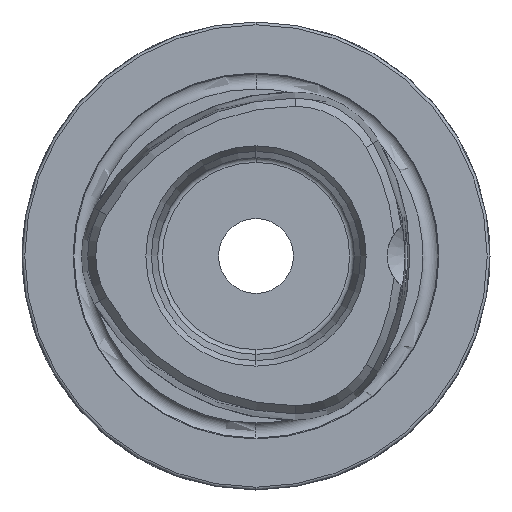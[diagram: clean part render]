
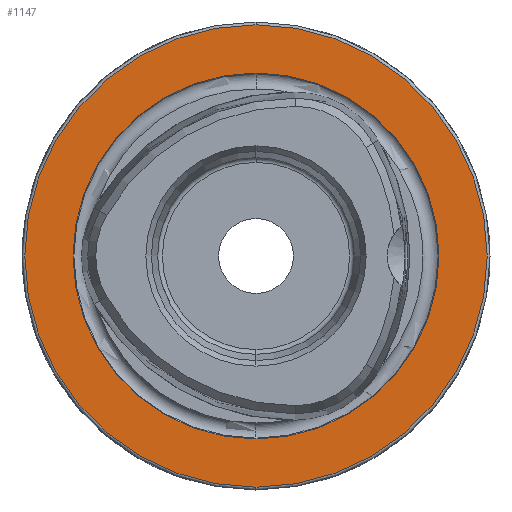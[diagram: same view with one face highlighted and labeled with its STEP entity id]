
A CAD part, left-side view. The second image highlights one B-rep face of the part: STEP entity #1147.
In plain terms, the highlighted planar face has unit normal (-1, 0, 0).
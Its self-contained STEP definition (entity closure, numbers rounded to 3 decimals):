
#67 = EDGE_LOOP ( 'NONE', ( #3096, #3067 ) ) ;
#162 = DIRECTION ( 'NONE',  ( 0., 0., 1. ) ) ;
#192 = VERTEX_POINT ( 'NONE', #2438 ) ;
#326 = CIRCLE ( 'NONE', #2701, 24.7 ) ;
#526 = PLANE ( 'NONE',  #1840 ) ;
#551 = FACE_OUTER_BOUND ( 'NONE', #67, .T. ) ;
#696 = CARTESIAN_POINT ( 'NONE',  ( 0., 0., 19.55 ) ) ;
#894 = EDGE_CURVE ( 'NONE', #4317, #3099, #4123, .T. ) ;
#1147 = ADVANCED_FACE ( 'NONE', ( #1286, #551 ), #526, .F. ) ;
#1286 = FACE_BOUND ( 'NONE', #2585, .T. ) ;
#1321 = ORIENTED_EDGE ( 'NONE', *, *, #4172, .F. ) ;
#1327 = CIRCLE ( 'NONE', #4077, 19.55 ) ;
#1370 = DIRECTION ( 'NONE',  ( 0., 0., 1. ) ) ;
#1453 = DIRECTION ( 'NONE',  ( -1., 0., 0. ) ) ;
#1603 = DIRECTION ( 'NONE',  ( 0., 0., 1. ) ) ;
#1626 = CARTESIAN_POINT ( 'NONE',  ( 0., 19.55, 0. ) ) ;
#1840 = AXIS2_PLACEMENT_3D ( 'NONE', #1626, #3192, #2875 ) ;
#1864 = DIRECTION ( 'NONE',  ( 0., 0., 1. ) ) ;
#2004 = DIRECTION ( 'NONE',  ( -1., 0., 0. ) ) ;
#2153 = AXIS2_PLACEMENT_3D ( 'NONE', #4377, #2483, #1370 ) ;
#2438 = CARTESIAN_POINT ( 'NONE',  ( 0., 0., -19.55 ) ) ;
#2483 = DIRECTION ( 'NONE',  ( -1., 0., 0. ) ) ;
#2550 = EDGE_CURVE ( 'NONE', #3099, #4317, #326, .T. ) ;
#2585 = EDGE_LOOP ( 'NONE', ( #3996, #1321 ) ) ;
#2701 = AXIS2_PLACEMENT_3D ( 'NONE', #3597, #2004, #162 ) ;
#2791 = CARTESIAN_POINT ( 'NONE',  ( 0., 0., -24.7 ) ) ;
#2875 = DIRECTION ( 'NONE',  ( 0., 0., -1. ) ) ;
#3067 = ORIENTED_EDGE ( 'NONE', *, *, #2550, .T. ) ;
#3096 = ORIENTED_EDGE ( 'NONE', *, *, #894, .T. ) ;
#3099 = VERTEX_POINT ( 'NONE', #2791 ) ;
#3125 = VERTEX_POINT ( 'NONE', #696 ) ;
#3192 = DIRECTION ( 'NONE',  ( 1., 0., 0. ) ) ;
#3523 = EDGE_CURVE ( 'NONE', #3125, #192, #1327, .T. ) ;
#3586 = CARTESIAN_POINT ( 'NONE',  ( 0., 0., 24.7 ) ) ;
#3597 = CARTESIAN_POINT ( 'NONE',  ( 0., 0., 0. ) ) ;
#3763 = CIRCLE ( 'NONE', #4151, 19.55 ) ;
#3905 = CARTESIAN_POINT ( 'NONE',  ( 0., 0., 0. ) ) ;
#3996 = ORIENTED_EDGE ( 'NONE', *, *, #3523, .F. ) ;
#4077 = AXIS2_PLACEMENT_3D ( 'NONE', #4416, #1453, #1864 ) ;
#4123 = CIRCLE ( 'NONE', #2153, 24.7 ) ;
#4151 = AXIS2_PLACEMENT_3D ( 'NONE', #3905, #4538, #1603 ) ;
#4172 = EDGE_CURVE ( 'NONE', #192, #3125, #3763, .T. ) ;
#4317 = VERTEX_POINT ( 'NONE', #3586 ) ;
#4377 = CARTESIAN_POINT ( 'NONE',  ( 0., 0., 0. ) ) ;
#4416 = CARTESIAN_POINT ( 'NONE',  ( 0., 0., 0. ) ) ;
#4538 = DIRECTION ( 'NONE',  ( -1., 0., 0. ) ) ;
